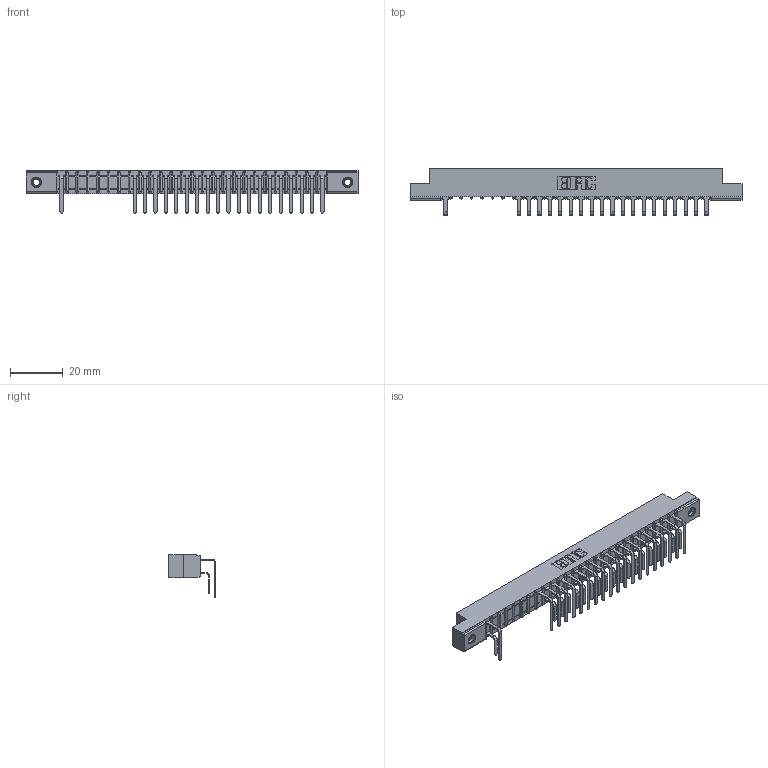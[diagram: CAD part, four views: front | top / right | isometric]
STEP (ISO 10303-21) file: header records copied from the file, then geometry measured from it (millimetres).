
FILE_DESCRIPTION (( 'STEP AP203' ), '1' );
FILE_NAME ('307-052-559-207.STEP', '2018-08-06T05:35:21', ( '' ), ( '' ), 'SwSTEP 2.0', 'SolidWorks 2016', '' );
FILE_SCHEMA (( 'CONFIG_CONTROL_DESIGN' ));
Length unit declared in the file: inch
Products named in the file (5): 307-052-559-207; 307 Part_.156 Dia Mounting Holes; 307-290-001_558 559 - 1 (Single); 307-290-001_559 - 2 (Single); 345-250-001_345-250-005-103
Assembly tree (42 placements, depth 2):
  307-052-559-207
    307 Part_.156 Dia Mounting Holes
    307-290-001_558 559 - 1 (Single)  x19
    307-290-001_559 - 2 (Single)  x20
    345-250-001_345-250-005-103  x2
Bounding box: 126.03 x 17.69 x 16.08 mm (x, y, z)
Volume: 8236.3 mm3; surface area: 14783.3 mm2
Topology: 42 solids, 42 shells, 2285 faces, 6413 edges, 4142 vertices
Faces by surface type: plane 1467, cylinder 748, sphere 54, cone 12, torus 4
Entity records: 27310 total; most frequent: CARTESIAN_POINT 4514, ORIENTED_EDGE 4478, DIRECTION 4423, EDGE_CURVE 2239, LINE 1709, VECTOR 1709, VERTEX_POINT 1448, AXIS2_PLACEMENT_3D 1357
